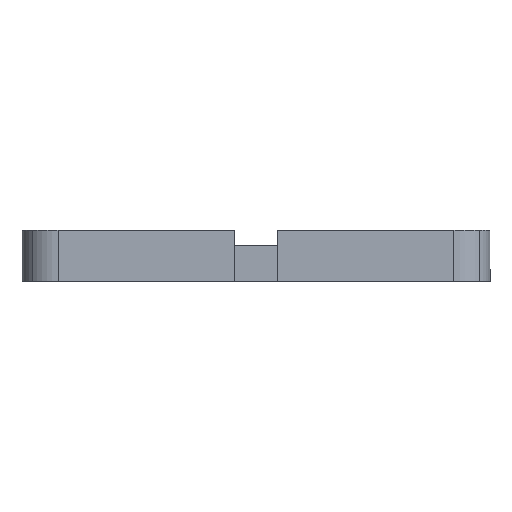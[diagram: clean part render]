
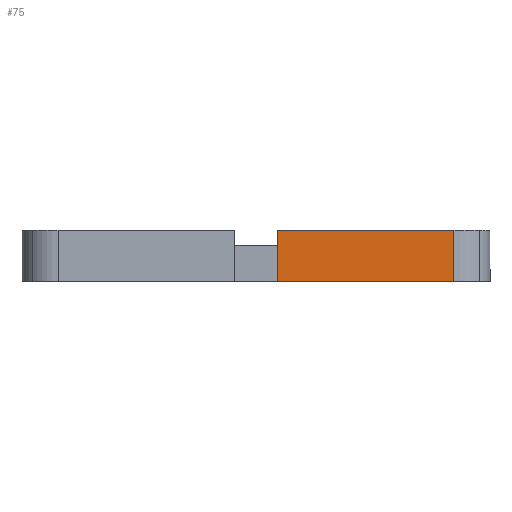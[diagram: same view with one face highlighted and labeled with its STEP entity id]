
A CAD part, left-side view. The second image highlights one B-rep face of the part: STEP entity #75.
In plain terms, the highlighted planar face has unit normal (-1, 0, 0).
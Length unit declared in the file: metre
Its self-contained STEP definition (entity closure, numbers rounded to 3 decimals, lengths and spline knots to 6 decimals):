
#75=ADVANCED_FACE('15:911',(#1957),#1958,.T.);
#1957=FACE_OUTER_BOUND('',#5940,.T.);
#1958=PLANE('',#5941);
#5940=EDGE_LOOP('',(#10059,#10060,#10061,#10062));
#5941=AXIS2_PLACEMENT_3D('',#10063,#10064,#10065);
#10059=ORIENTED_EDGE('',*,*,#28118,.T.);
#10060=ORIENTED_EDGE('',*,*,#28124,.T.);
#10061=ORIENTED_EDGE('',*,*,#28034,.F.);
#10062=ORIENTED_EDGE('',*,*,#28125,.F.);
#10063=CARTESIAN_POINT('',(-0.01713,0.012319,0.035499));
#10064=DIRECTION('',(-1.0,0.,0.));
#10065=DIRECTION('',(0.,1.0,0.));
#28034=EDGE_CURVE('2:34876',#34331,#34333,#34334,.T.);
#28118=EDGE_CURVE('15:836',#34490,#34487,#34491,.T.);
#28124=EDGE_CURVE('15:997',#34487,#34333,#34499,.T.);
#28125=EDGE_CURVE('15:974',#34490,#34331,#34500,.T.);
#34331=VERTEX_POINT('',#44822);
#34333=VERTEX_POINT('',#44824);
#34334=LINE('',#44825,#44826);
#34487=VERTEX_POINT('',#45032);
#34490=VERTEX_POINT('',#45036);
#34491=LINE('',#45037,#45038);
#34499=LINE('',#45051,#45052);
#34500=LINE('',#45053,#45054);
#44822=CARTESIAN_POINT('',(-0.01713,-0.015081,0.035999));
#44824=CARTESIAN_POINT('',(-0.01713,-0.015081,0.028899));
#44825=CARTESIAN_POINT('',(-0.01713,-0.015081,0.035499));
#44826=VECTOR('',#61544,1.0);
#45032=CARTESIAN_POINT('',(-0.01713,0.009319,0.028899));
#45036=CARTESIAN_POINT('',(-0.01713,0.009319,0.035999));
#45037=CARTESIAN_POINT('',(-0.01713,0.009319,0.035749));
#45038=VECTOR('',#61686,1.0);
#45051=CARTESIAN_POINT('',(-0.01713,-0.001431,0.028899));
#45052=VECTOR('',#61692,1.0);
#45053=CARTESIAN_POINT('',(-0.01713,-0.001431,0.035999));
#45054=VECTOR('',#61693,1.0);
#61544=DIRECTION('',(0.,0.,-1.0));
#61686=DIRECTION('',(0.,0.,-1.0));
#61692=DIRECTION('',(0.,-1.0,0.));
#61693=DIRECTION('',(0.,-1.0,0.));
